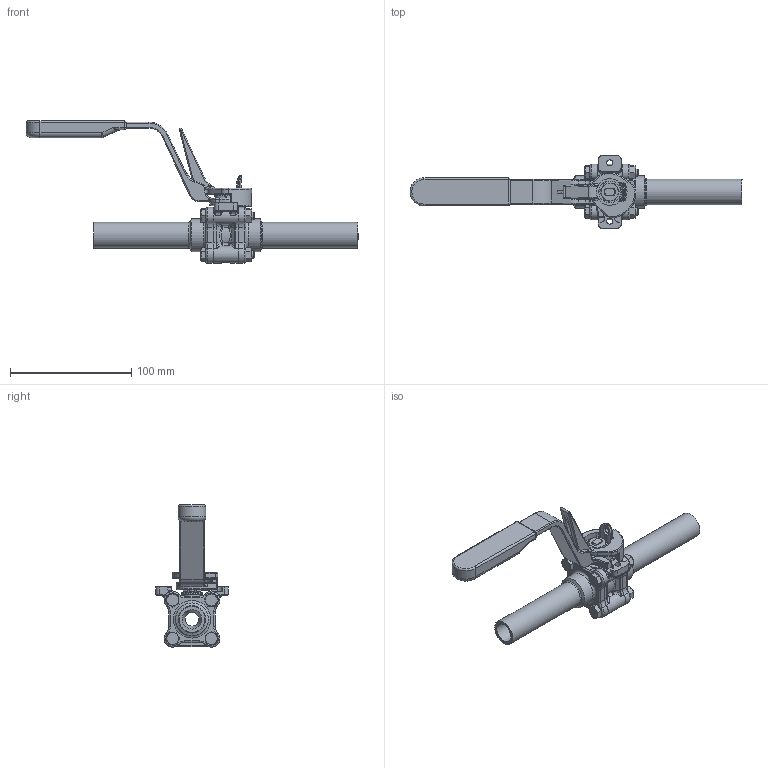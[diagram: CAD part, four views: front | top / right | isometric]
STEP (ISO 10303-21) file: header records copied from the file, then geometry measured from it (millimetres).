
FILE_DESCRIPTION(/* description */ (''),/* implementation_level */ '2;1');
FILE_NAME(/* name */ 'GA-A44-05-XBJ-LW.stp',/* time_stamp */ '2020-07-24T16:57:38+05:00',/* author */ ('10157457'),/* organization */ (''),/* preprocessor_version */ 'ST-DEVELOPER v16.1',/* originating_system */ 'Autodesk Inventor 2016',/* authorisation */ '');
FILE_SCHEMA (('AUTOMOTIVE_DESIGN { 1 0 10303 214 3 1 1 }'));
Length unit declared in the file: inch
Products named in the file (1): GA-A44-05-XBJ-LW
Bounding box: 273.39 x 59.65 x 117.21 mm (x, y, z)
Volume: 151486 mm3; surface area: 53623.3 mm2
Topology: 1 solids, 2 shells, 905 faces, 2246 edges, 1320 vertices
Faces by surface type: cylinder 284, plane 275, cone 113, torus 106, bspline 103, sphere 24
Full cylindrical faces by diameter (mm): 0.8 x2, 4.05 x2, 4.917 x2, 6 x7, 7 x1, 11.145 x1, 14.17 x2, 16.125 x2, 21.325 x2, 26.975 x2
Entity records: 30232 total; most frequent: CARTESIAN_POINT 9026, ORIENTED_EDGE 4288, DIRECTION 4230, EDGE_CURVE 2143, AXIS2_PLACEMENT_3D 1703, VERTEX_POINT 1303, EDGE_LOOP 991, FACE_OUTER_BOUND 904
